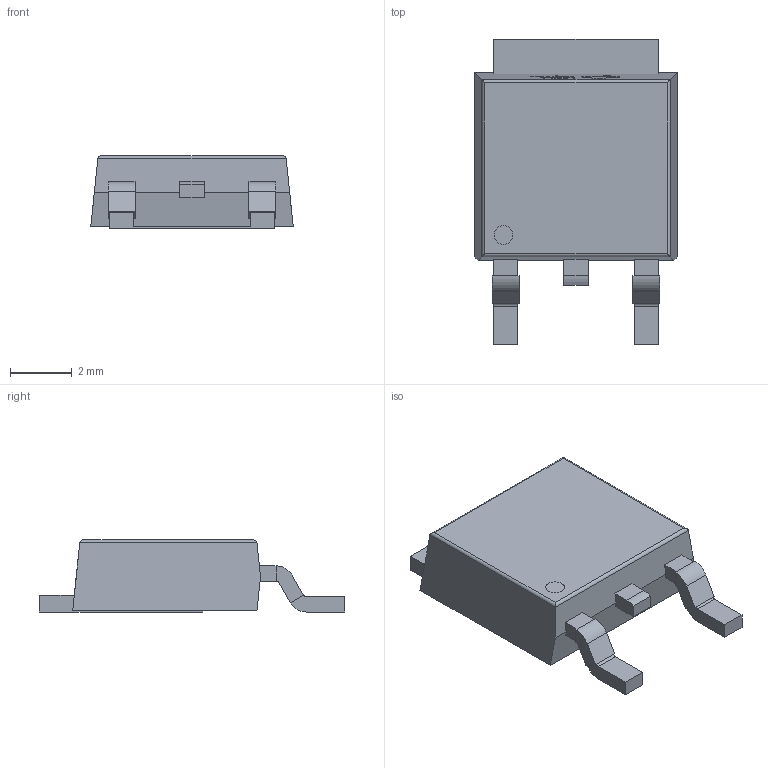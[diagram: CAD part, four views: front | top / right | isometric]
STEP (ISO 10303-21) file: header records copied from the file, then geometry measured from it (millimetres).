
FILE_DESCRIPTION (( 'STEP AP214' ), '1' );
FILE_NAME ('TO-252-3_L6.6-W6.1-P4.57-LS9.9-BR-CW.step', '2022-08-01T12:59:25', ( '' ), ( '' ), 'SwSTEP 2.0', 'SolidWorks 2020', '' );
FILE_SCHEMA (( 'AUTOMOTIVE_DESIGN' ));
Length unit declared in the file: millimetre
Products named in the file (1): TO-252-3_L6.6-W6.1-P4.57-LS9.9-BR-CW
Bounding box: 6.58 x 9.91 x 2.34 mm (x, y, z)
Volume: 93.1 mm3; surface area: 163.4 mm2
Topology: 1 solids, 1 shells, 309 faces, 838 edges, 552 vertices
Faces by surface type: plane 192, bspline 98, cylinder 19
Entity records: 13567 total; most frequent: CARTESIAN_POINT 3018, ORIENTED_EDGE 1676, DIRECTION 1088, EDGE_CURVE 838, VECTOR 604, LINE 604, VERTEX_POINT 552, EDGE_LOOP 330
